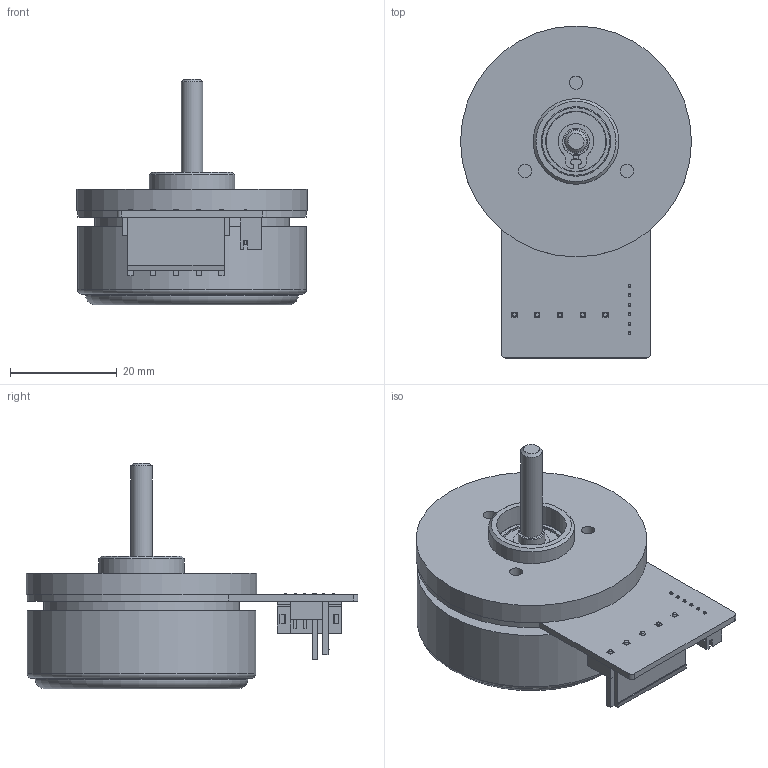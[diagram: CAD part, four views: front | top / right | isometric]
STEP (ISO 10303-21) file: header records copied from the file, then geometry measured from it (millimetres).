
FILE_DESCRIPTION((''),'2;1');
FILE_NAME('DF45M024053-A.stp','2014-12-15T18:00:50',('du_j'),(''),'Autodesk Inventor 2010','Autodesk Inventor 2010','');
FILE_SCHEMA(('AUTOMOTIVE_DESIGN { 1 0 10303 214 1 1 1 1 }'));
Length unit declared in the file: millimetre
Products named in the file (15): DF45M024053-A; Frontcap-DF45M; PCB-DF45-A; Glocke-DF45M; Welle-DF45M; Innenteil-DF45M; R-1350ZZ; _R-1350ZZ_ir; _R-1350ZZ_cage; _R-1350ZZ_ball; _R-1350ZZ_or; _R-1350ZZ_shield; DIN 471 <= 9mm 5 x 0,6; Connector 1; Connector 2
Assembly tree (23 placements, depth 3):
  DF45M024053-A
    Frontcap-DF45M
    PCB-DF45-A
    Glocke-DF45M
    Welle-DF45M
    Innenteil-DF45M
    R-1350ZZ  x2
      _R-1350ZZ_ir
      _R-1350ZZ_cage
      _R-1350ZZ_ball
      _R-1350ZZ_or
      _R-1350ZZ_shield
    DIN 471 <= 9mm 5 x 0,6
    Connector 1
    Connector 2
Bounding box: 43.2 x 62.1 x 42.2 mm (x, y, z)
Volume: 22031.6 mm3; surface area: 22821.1 mm2
Topology: 34 solids, 34 shells, 409 faces, 953 edges, 612 vertices
Faces by surface type: plane 253, cylinder 75, sphere 32, torus 26, cone 13, bspline 10
Full cylindrical faces by diameter (mm): 0.5 x6, 1 x5, 4 x3, 5 x3, 6.66 x8, 7.4 x4, 8.5 x2, 9.5 x2, 10.68 x4, 11.14 x8, 13 x2, 16 x4, 21 x1, 23.3 x1, 36.5 x1, 37.16 x1, 39.8 x1, 42.8 x1, 43.2 x1
Entity records: 10552 total; most frequent: CARTESIAN_POINT 2400, DIRECTION 1588, ORIENTED_EDGE 1354, EDGE_CURVE 677, AXIS2_PLACEMENT_3D 556, EDGE_LOOP 501, VERTEX_POINT 478, VECTOR 476
